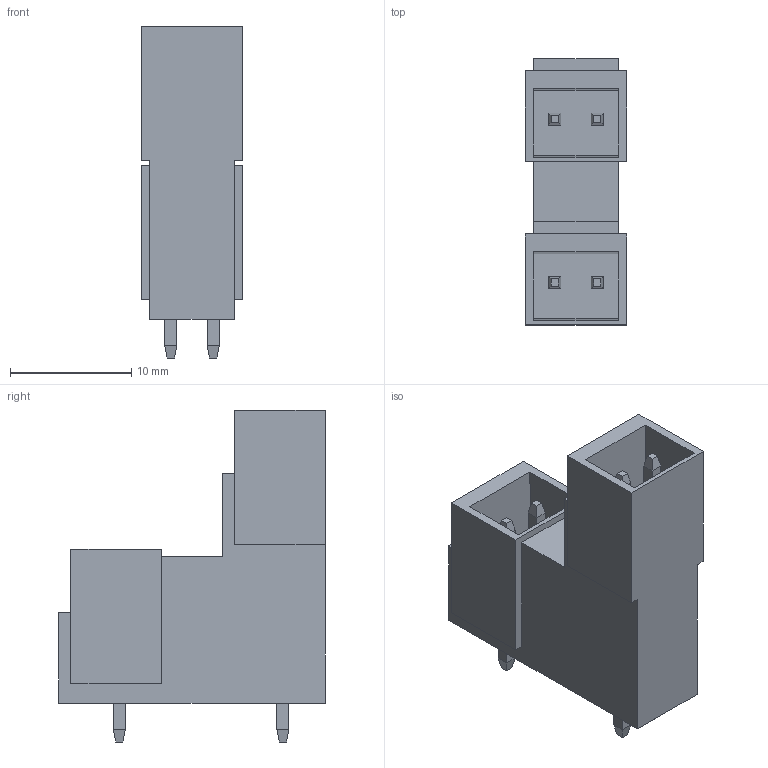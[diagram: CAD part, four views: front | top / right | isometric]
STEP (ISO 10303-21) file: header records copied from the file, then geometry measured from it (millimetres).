
FILE_DESCRIPTION(('CATIA V5 STEP Exchange','CAx-IF Rec.Pracs.--- Model Styling and Organization---1.2---2011-12-15'),'2;1');
FILE_NAME ('D1454161_0_1641110000_1641110000.stp','2018-11-03T06:05:37+00:00',('none'),('Weidmueller'),'CATIA Version 5-6 Release 2014','CATIA V5 STEP AP214','none');
FILE_SCHEMA(('AUTOMOTIVE_DESIGN { 1 0 10303 214 1 1 1 1 }'));
Length unit declared in the file: millimetre
Products named in the file (1): 1641110000
Bounding box: 8.4 x 22 x 27.4 mm (x, y, z)
Volume: 2196.9 mm3; surface area: 2370.8 mm2
Topology: 5 solids, 5 shells, 104 faces, 244 edges, 152 vertices
Faces by surface type: plane 104
Entity records: 2706 total; most frequent: CARTESIAN_POINT 498, ORIENTED_EDGE 488, DIRECTION 350, EDGE_CURVE 244, VECTOR 212, LINE 212, VERTEX_POINT 152, EDGE_LOOP 114
